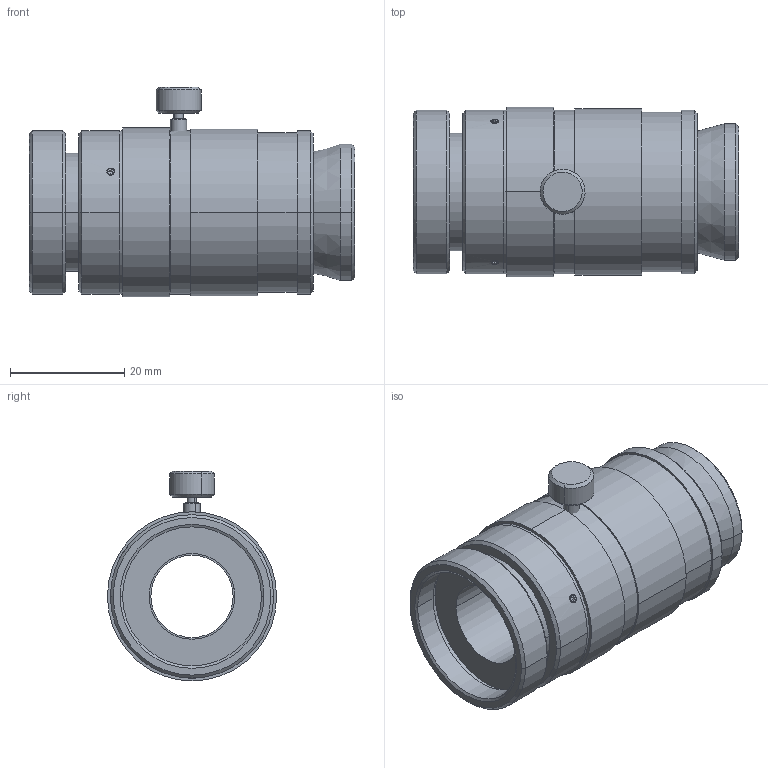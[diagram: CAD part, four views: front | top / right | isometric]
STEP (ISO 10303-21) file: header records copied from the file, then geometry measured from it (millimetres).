
FILE_DESCRIPTION((''),'2;1');
FILE_NAME('61521_0.stp','2005-04-25T08:14:04',('PODLENA'),(''),'Autodesk Inventor 9','Autodesk Inventor 9','');
FILE_SCHEMA(('AUTOMOTIVE_DESIGN { 1 0 10303 214 1 1 1 1 }'));
Length unit declared in the file: inch
Products named in the file (12): Assembly3; 61521_0; 61447_c; 60436; 7261; 60433; 61431; 61434; 61435_a; 61439; 61523; 7012
Assembly tree (13 placements, depth 4):
  Assembly3
    61521_0
      61447_c
      60436
        7261
        60433
      61431
      61434
      61435_a
      61439
      61523
      7012  x3
Bounding box: 56.92 x 29.59 x 36.72 mm (x, y, z)
Volume: 20203.2 mm3; surface area: 18468.6 mm2
Topology: 11 solids, 11 shells, 214 faces, 470 edges, 297 vertices
Faces by surface type: cylinder 78, plane 75, cone 44, bspline 17
Entity records: 6134 total; most frequent: CARTESIAN_POINT 1645, DIRECTION 936, ORIENTED_EDGE 808, EDGE_CURVE 404, AXIS2_PLACEMENT_3D 380, VERTEX_POINT 257, EDGE_LOOP 227, CIRCLE 184
